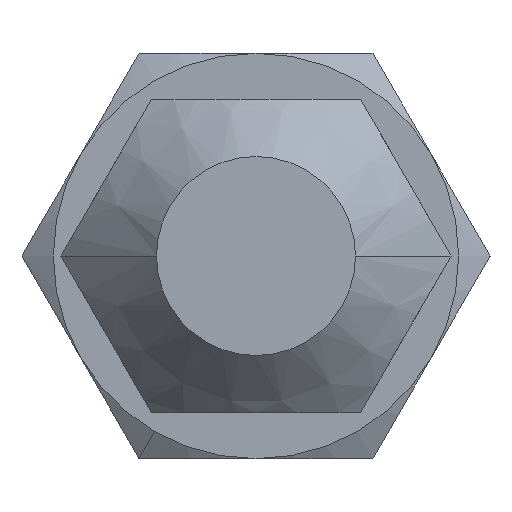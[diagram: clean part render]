
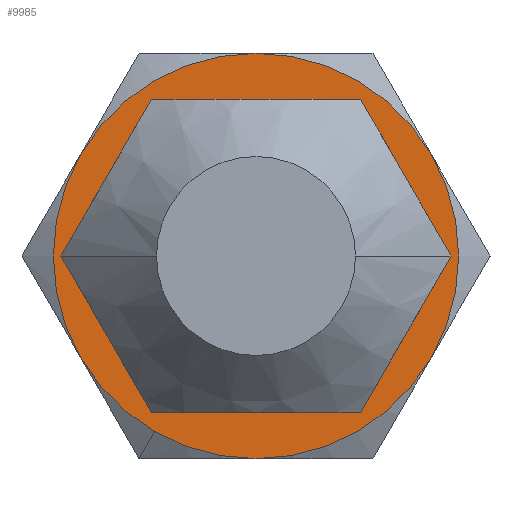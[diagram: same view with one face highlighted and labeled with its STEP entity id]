
A CAD part, left-side view. The second image highlights one B-rep face of the part: STEP entity #9985.
In plain terms, the highlighted face is planar.
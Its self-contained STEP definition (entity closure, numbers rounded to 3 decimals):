
#572 = CARTESIAN_POINT ( 'NONE',  ( 1.706, 1.587, -1.706 ) ) ;
#616 = EDGE_CURVE ( 'NONE', #9399, #7245, #6084, .T. ) ;
#1005 = EDGE_CURVE ( 'NONE', #6388, #15324, #14438, .T. ) ;
#1212 = CARTESIAN_POINT ( 'NONE',  ( 0., 1.587, 0. ) ) ;
#1643 = CARTESIAN_POINT ( 'NONE',  ( 0., 1.587, 0. ) ) ;
#1668 = FACE_OUTER_BOUND ( 'NONE', #14126, .T. ) ;
#1673 = CARTESIAN_POINT ( 'NONE',  ( -4.763, 1.587, 0. ) ) ;
#1863 = ORIENTED_EDGE ( 'NONE', *, *, #13839, .T. ) ;
#2302 = DIRECTION ( 'NONE',  ( 0., 1., 0. ) ) ;
#2520 = DIRECTION ( 'NONE',  ( 0., 0., 1. ) ) ;
#2773 = CARTESIAN_POINT ( 'NONE',  ( 0., 1.587, 0. ) ) ;
#2959 = DIRECTION ( 'NONE',  ( 0., 0., 1. ) ) ;
#3126 = CARTESIAN_POINT ( 'NONE',  ( 0., 1.587, 0. ) ) ;
#3523 = CIRCLE ( 'NONE', #12560, 2.413 ) ;
#3800 = DIRECTION ( 'NONE',  ( 0., 0., 1. ) ) ;
#3900 = ORIENTED_EDGE ( 'NONE', *, *, #15506, .F. ) ;
#4063 = DIRECTION ( 'NONE',  ( 0., 0., 1. ) ) ;
#4078 = CIRCLE ( 'NONE', #10347, 4.763 ) ;
#5016 = DIRECTION ( 'NONE',  ( 0., 1., 0. ) ) ;
#5116 = DIRECTION ( 'NONE',  ( 0., 1., 0. ) ) ;
#5728 = CARTESIAN_POINT ( 'NONE',  ( 0., 1.587, 0. ) ) ;
#5752 = CIRCLE ( 'NONE', #9059, 4.763 ) ;
#6084 = CIRCLE ( 'NONE', #6979, 2.413 ) ;
#6124 = VERTEX_POINT ( 'NONE', #12754 ) ;
#6136 = ORIENTED_EDGE ( 'NONE', *, *, #11971, .T. ) ;
#6388 = VERTEX_POINT ( 'NONE', #1673 ) ;
#6575 = VERTEX_POINT ( 'NONE', #8882 ) ;
#6775 = AXIS2_PLACEMENT_3D ( 'NONE', #15219, #7447, #16504 ) ;
#6833 = CARTESIAN_POINT ( 'NONE',  ( -2.381, 1.587, -4.124 ) ) ;
#6845 = ORIENTED_EDGE ( 'NONE', *, *, #8231, .T. ) ;
#6979 = AXIS2_PLACEMENT_3D ( 'NONE', #3126, #15106, #16061 ) ;
#7038 = DIRECTION ( 'NONE',  ( 0., 0., 1. ) ) ;
#7070 = ORIENTED_EDGE ( 'NONE', *, *, #8204, .T. ) ;
#7139 = DIRECTION ( 'NONE',  ( 0., 0., 1. ) ) ;
#7245 = VERTEX_POINT ( 'NONE', #14322 ) ;
#7447 = DIRECTION ( 'NONE',  ( 0., 1., 0. ) ) ;
#7495 = CARTESIAN_POINT ( 'NONE',  ( 0., 1.587, -2.413 ) ) ;
#7653 = EDGE_CURVE ( 'NONE', #6124, #10663, #8208, .T. ) ;
#7678 = EDGE_LOOP ( 'NONE', ( #13962, #11510, #3900 ) ) ;
#7687 = DIRECTION ( 'NONE',  ( 0., 1., 0. ) ) ;
#8195 = CIRCLE ( 'NONE', #13354, 2.413 ) ;
#8204 = EDGE_CURVE ( 'NONE', #12214, #6124, #8410, .T. ) ;
#8208 = CIRCLE ( 'NONE', #6775, 4.763 ) ;
#8231 = EDGE_CURVE ( 'NONE', #14957, #6575, #5752, .T. ) ;
#8410 = CIRCLE ( 'NONE', #15162, 4.763 ) ;
#8661 = CARTESIAN_POINT ( 'NONE',  ( 4.762, 1.587, 0. ) ) ;
#8835 = ORIENTED_EDGE ( 'NONE', *, *, #13536, .T. ) ;
#8882 = CARTESIAN_POINT ( 'NONE',  ( 2.381, 1.587, 4.124 ) ) ;
#9059 = AXIS2_PLACEMENT_3D ( 'NONE', #12925, #5116, #14227 ) ;
#9399 = VERTEX_POINT ( 'NONE', #7495 ) ;
#9985 = ADVANCED_FACE ( 'NONE', ( #15089, #1668 ), #13629, .T. ) ;
#10098 = CARTESIAN_POINT ( 'NONE',  ( 0., 1.587, 0. ) ) ;
#10174 = CARTESIAN_POINT ( 'NONE',  ( -2.381, 1.587, 4.124 ) ) ;
#10317 = DIRECTION ( 'NONE',  ( 0., 1., 0. ) ) ;
#10347 = AXIS2_PLACEMENT_3D ( 'NONE', #5728, #14828, #7038 ) ;
#10663 = VERTEX_POINT ( 'NONE', #6833 ) ;
#10740 = DIRECTION ( 'NONE',  ( 0., 1., 0. ) ) ;
#11383 = DIRECTION ( 'NONE',  ( 0., 0., 1. ) ) ;
#11442 = ORIENTED_EDGE ( 'NONE', *, *, #7653, .T. ) ;
#11510 = ORIENTED_EDGE ( 'NONE', *, *, #14491, .F. ) ;
#11853 = DIRECTION ( 'NONE',  ( 0., 1., 0. ) ) ;
#11971 = EDGE_CURVE ( 'NONE', #6575, #12214, #4078, .T. ) ;
#12214 = VERTEX_POINT ( 'NONE', #8661 ) ;
#12308 = CARTESIAN_POINT ( 'NONE',  ( -4.763, 1.587, -2.75 ) ) ;
#12517 = ORIENTED_EDGE ( 'NONE', *, *, #1005, .T. ) ;
#12519 = AXIS2_PLACEMENT_3D ( 'NONE', #12969, #7687, #3800 ) ;
#12560 = AXIS2_PLACEMENT_3D ( 'NONE', #2773, #11853, #4063 ) ;
#12754 = CARTESIAN_POINT ( 'NONE',  ( 2.381, 1.587, -4.124 ) ) ;
#12825 = CARTESIAN_POINT ( 'NONE',  ( 0., 1.587, 0. ) ) ;
#12925 = CARTESIAN_POINT ( 'NONE',  ( 0., 1.587, 0. ) ) ;
#12969 = CARTESIAN_POINT ( 'NONE',  ( 0., 1.587, 0. ) ) ;
#13125 = VERTEX_POINT ( 'NONE', #572 ) ;
#13354 = AXIS2_PLACEMENT_3D ( 'NONE', #10098, #2302, #11383 ) ;
#13536 = EDGE_CURVE ( 'NONE', #10663, #6388, #14632, .T. ) ;
#13629 = PLANE ( 'NONE',  #15223 ) ;
#13839 = EDGE_CURVE ( 'NONE', #15324, #14957, #16036, .T. ) ;
#13962 = ORIENTED_EDGE ( 'NONE', *, *, #616, .F. ) ;
#14126 = EDGE_LOOP ( 'NONE', ( #1863, #6845, #6136, #7070, #11442, #8835, #12517 ) ) ;
#14129 = DIRECTION ( 'NONE',  ( 0., 0., 1. ) ) ;
#14227 = DIRECTION ( 'NONE',  ( 0., 0., 1. ) ) ;
#14322 = CARTESIAN_POINT ( 'NONE',  ( 0., 1.587, 2.413 ) ) ;
#14438 = CIRCLE ( 'NONE', #12519, 4.763 ) ;
#14491 = EDGE_CURVE ( 'NONE', #13125, #9399, #3523, .T. ) ;
#14632 = CIRCLE ( 'NONE', #15892, 4.763 ) ;
#14828 = DIRECTION ( 'NONE',  ( 0., 1., 0. ) ) ;
#14923 = DIRECTION ( 'NONE',  ( 0., 1., 0. ) ) ;
#14957 = VERTEX_POINT ( 'NONE', #16024 ) ;
#15089 = FACE_BOUND ( 'NONE', #7678, .T. ) ;
#15106 = DIRECTION ( 'NONE',  ( 0., 1., 0. ) ) ;
#15162 = AXIS2_PLACEMENT_3D ( 'NONE', #1212, #10317, #2520 ) ;
#15219 = CARTESIAN_POINT ( 'NONE',  ( 0., 1.587, 0. ) ) ;
#15223 = AXIS2_PLACEMENT_3D ( 'NONE', #12308, #14923, #7139 ) ;
#15324 = VERTEX_POINT ( 'NONE', #10174 ) ;
#15506 = EDGE_CURVE ( 'NONE', #7245, #13125, #8195, .T. ) ;
#15892 = AXIS2_PLACEMENT_3D ( 'NONE', #12825, #5016, #14129 ) ;
#16024 = CARTESIAN_POINT ( 'NONE',  ( 0., 1.587, 4.763 ) ) ;
#16036 = CIRCLE ( 'NONE', #16676, 4.763 ) ;
#16061 = DIRECTION ( 'NONE',  ( 0., 0., 1. ) ) ;
#16504 = DIRECTION ( 'NONE',  ( 0., 0., 1. ) ) ;
#16676 = AXIS2_PLACEMENT_3D ( 'NONE', #1643, #10740, #2959 ) ;
